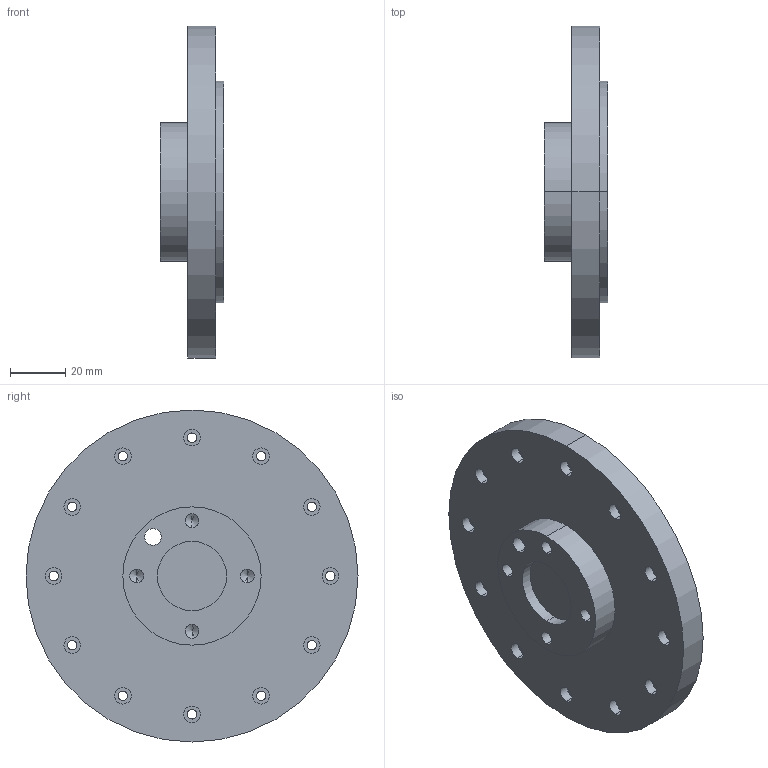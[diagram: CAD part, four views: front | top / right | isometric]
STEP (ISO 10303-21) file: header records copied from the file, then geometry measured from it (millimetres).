
FILE_DESCRIPTION (( 'STEP AP203' ), '1' );
FILE_NAME ('藺傷楊擘.STEP', '2017-10-22T08:48:12', ( '' ), ( '' ), 'SwSTEP 2.0', 'SolidWorks 2016', '' );
FILE_SCHEMA (( 'CONFIG_CONTROL_DESIGN' ));
Length unit declared in the file: millimetre
Products named in the file (1): 藺傷楊擘
Bounding box: 23 x 120 x 120 mm (x, y, z)
Volume: 124091 mm3; surface area: 32731.9 mm2
Topology: 1 solids, 1 shells, 94 faces, 220 edges, 140 vertices
Faces by surface type: cylinder 68, plane 18, cone 8
Entity records: 2829 total; most frequent: DIRECTION 538, CARTESIAN_POINT 447, ORIENTED_EDGE 424, AXIS2_PLACEMENT_3D 231, EDGE_CURVE 212, VERTEX_POINT 140, EDGE_LOOP 140, CIRCLE 136
